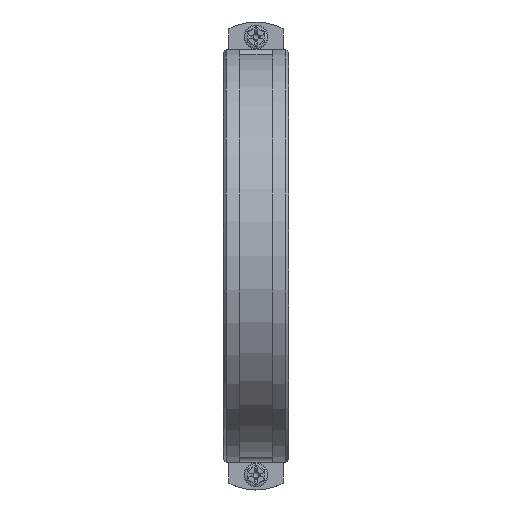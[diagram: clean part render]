
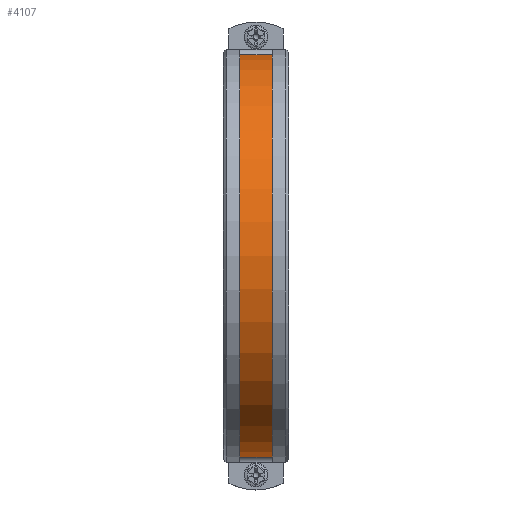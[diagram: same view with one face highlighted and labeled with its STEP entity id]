
A CAD part, top view. The second image highlights one B-rep face of the part: STEP entity #4107.
In plain terms, the highlighted cylindrical face has radius 1485 mm (diameter 2970 mm), a partial arc.
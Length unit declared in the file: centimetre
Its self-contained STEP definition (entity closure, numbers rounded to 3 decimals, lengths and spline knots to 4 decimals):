
#336=FACE_OUTER_BOUND('',#584,.T.);
#584=EDGE_LOOP('',(#2825,#2826,#2827,#2828));
#853=LINE('',#6039,#1188);
#855=LINE('',#6044,#1190);
#1188=VECTOR('',#4847,10.);
#1190=VECTOR('',#4853,10.);
#1520=CIRCLE('',#4373,148.5);
#1524=CIRCLE('',#4382,148.5);
#1748=VERTEX_POINT('',#6025);
#1749=VERTEX_POINT('',#6027);
#1752=VERTEX_POINT('',#6037);
#1753=VERTEX_POINT('',#6043);
#2166=EDGE_CURVE('',#1748,#1749,#1520,.T.);
#2172=EDGE_CURVE('',#1752,#1748,#853,.T.);
#2174=EDGE_CURVE('',#1749,#1753,#855,.T.);
#2176=EDGE_CURVE('',#1753,#1752,#1524,.T.);
#2825=ORIENTED_EDGE('',*,*,#2172,.F.);
#2826=ORIENTED_EDGE('',*,*,#2176,.F.);
#2827=ORIENTED_EDGE('',*,*,#2174,.F.);
#2828=ORIENTED_EDGE('',*,*,#2166,.F.);
#4044=CYLINDRICAL_SURFACE('',#4381,148.5);
#4107=ADVANCED_FACE('',(#336),#4044,.T.);
#4373=AXIS2_PLACEMENT_3D('',#6028,#4834,#4835);
#4381=AXIS2_PLACEMENT_3D('',#6046,#4856,#4857);
#4382=AXIS2_PLACEMENT_3D('',#6047,#4858,#4859);
#4834=DIRECTION('center_axis',(1.,0.,0.));
#4835=DIRECTION('ref_axis',(0.,-0.999,0.037));
#4847=DIRECTION('',(1.,0.,0.));
#4853=DIRECTION('',(-1.,0.,0.));
#4856=DIRECTION('center_axis',(-1.,0.,0.));
#4857=DIRECTION('ref_axis',(0.,-0.999,0.037));
#4858=DIRECTION('center_axis',(-1.,0.,0.));
#4859=DIRECTION('ref_axis',(0.,-0.999,0.037));
#6025=CARTESIAN_POINT('',(29.,153.4077,168.5428));
#6027=CARTESIAN_POINT('',(29.,-143.0154,168.5428));
#6028=CARTESIAN_POINT('Origin',(29.,5.1962,159.292));
#6037=CARTESIAN_POINT('',(-11.,153.4077,168.5428));
#6039=CARTESIAN_POINT('',(9.,153.4077,168.5428));
#6043=CARTESIAN_POINT('',(-11.,-143.0154,168.5428));
#6044=CARTESIAN_POINT('',(9.,-143.0154,168.5428));
#6046=CARTESIAN_POINT('Origin',(9.,5.1962,159.292));
#6047=CARTESIAN_POINT('Origin',(-11.,5.1962,159.292));
